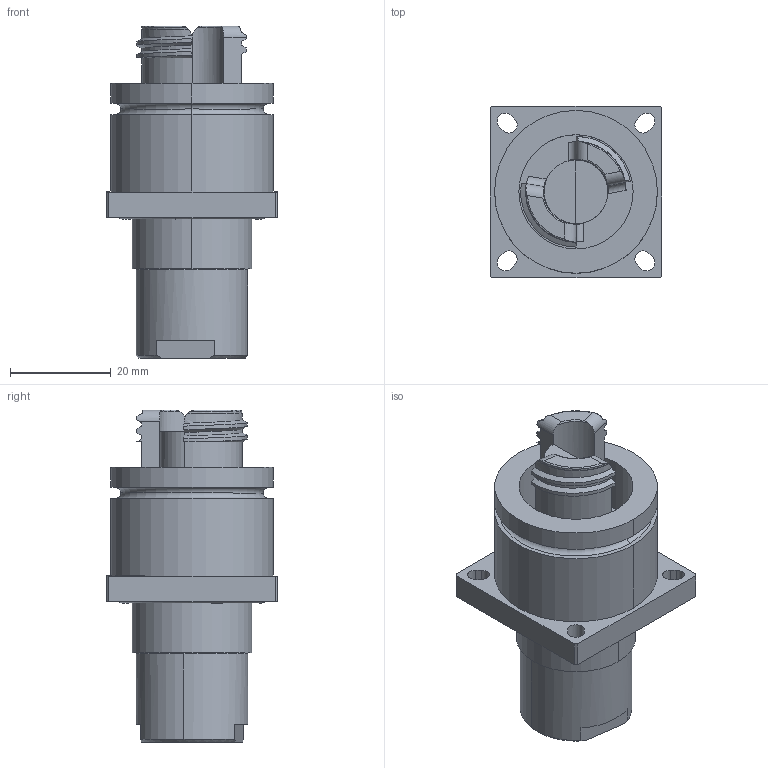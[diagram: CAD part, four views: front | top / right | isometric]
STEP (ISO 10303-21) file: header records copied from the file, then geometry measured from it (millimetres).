
FILE_DESCRIPTION (( 'STEP AP203' ), '1' );
FILE_NAME ('Size 13 Hermaphroditic Flange.STEP', '2019-03-27T18:42:48', ( '' ), ( '' ), 'SwSTEP 2.0', 'SolidWorks 2019', '' );
FILE_SCHEMA (( 'CONFIG_CONTROL_DESIGN' ));
Length unit declared in the file: inch
Products named in the file (1): Size 13 Hermaphroditic Flange
Bounding box: 34.16 x 34.16 x 66.04 mm (x, y, z)
Volume: 33271.9 mm3; surface area: 10850.8 mm2
Topology: 1 solids, 5 shells, 143 faces, 356 edges, 235 vertices
Faces by surface type: cylinder 58, plane 56, bspline 14, torus 10, cone 5
Entity records: 6189 total; most frequent: CARTESIAN_POINT 2812, ORIENTED_EDGE 712, DIRECTION 654, EDGE_CURVE 356, AXIS2_PLACEMENT_3D 250, VERTEX_POINT 235, EDGE_LOOP 163, LINE 154
